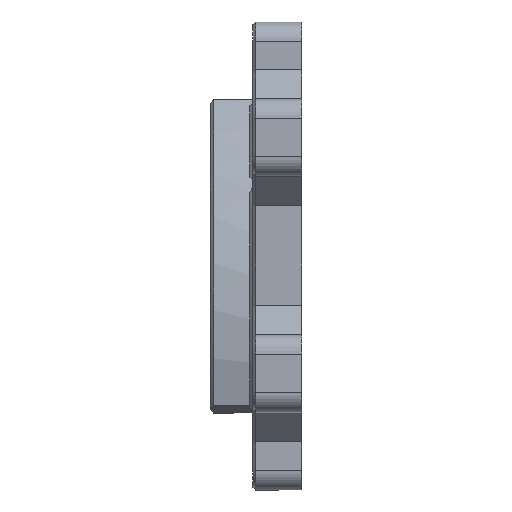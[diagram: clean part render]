
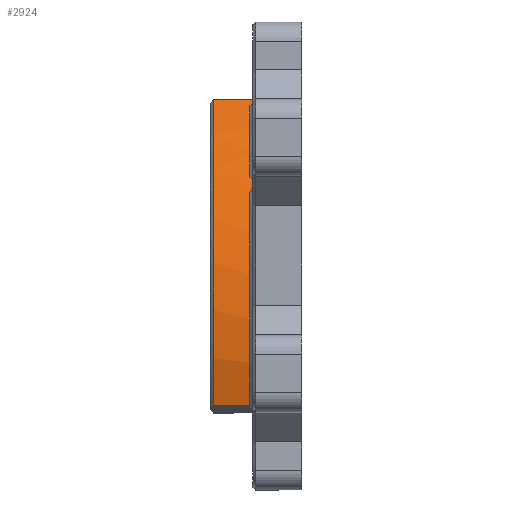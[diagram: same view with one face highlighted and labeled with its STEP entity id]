
A CAD part, top view. The second image highlights one B-rep face of the part: STEP entity #2924.
In plain terms, the highlighted cylindrical face has radius 29.946 mm (diameter 59.893 mm), a partial arc.
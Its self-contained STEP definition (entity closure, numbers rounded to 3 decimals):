
#36=ELLIPSE('',#3110,42.351,29.946);
#190=B_SPLINE_CURVE_WITH_KNOTS('',3,(#4376,#4377,#4378,#4379,#4380,#4381,
#4382),.UNSPECIFIED.,.F.,.F.,(4,3,4),(0.043,0.077,
0.087),.UNSPECIFIED.);
#191=B_SPLINE_CURVE_WITH_KNOTS('',3,(#4391,#4392,#4393,#4394),
 .UNSPECIFIED.,.F.,.F.,(4,4),(0.063,0.108),
 .UNSPECIFIED.);
#192=B_SPLINE_CURVE_WITH_KNOTS('',3,(#4395,#4396,#4397,#4398,#4399,#4400,
#4401),.UNSPECIFIED.,.F.,.F.,(4,3,4),(0.,0.022,0.045),
 .UNSPECIFIED.);
#193=B_SPLINE_CURVE_WITH_KNOTS('',3,(#4406,#4407,#4408,#4409,#4410,#4411,
#4412,#4413,#4414,#4415),.UNSPECIFIED.,.F.,.F.,(4,3,3,4),(0.,0.022,
0.027,0.044),.UNSPECIFIED.);
#309=FACE_OUTER_BOUND('',#475,.T.);
#475=EDGE_LOOP('',(#2136,#2137,#2138,#2139,#2140,#2141,#2142,#2143,#2144,
#2145,#2146,#2147,#2148));
#629=LINE('',#4044,#916);
#637=LINE('',#4136,#924);
#697=LINE('',#4387,#984);
#698=LINE('',#4405,#985);
#916=VECTOR('',#3286,29.946);
#924=VECTOR('',#3300,10.);
#984=VECTOR('',#3434,10.);
#985=VECTOR('',#3439,29.946);
#1208=CIRCLE('',#3107,29.946);
#1210=CIRCLE('',#3111,29.946);
#1211=CIRCLE('',#3112,29.946);
#1212=CIRCLE('',#3113,29.946);
#1272=VERTEX_POINT('',#4042);
#1273=VERTEX_POINT('',#4043);
#1288=VERTEX_POINT('',#4133);
#1289=VERTEX_POINT('',#4135);
#1340=VERTEX_POINT('',#4358);
#1341=VERTEX_POINT('',#4362);
#1343=VERTEX_POINT('',#4375);
#1344=VERTEX_POINT('',#4384);
#1345=VERTEX_POINT('',#4386);
#1346=VERTEX_POINT('',#4388);
#1347=VERTEX_POINT('',#4390);
#1348=VERTEX_POINT('',#4402);
#1349=VERTEX_POINT('',#4404);
#1550=EDGE_CURVE('',#1272,#1273,#629,.T.);
#1569=EDGE_CURVE('',#1289,#1288,#637,.T.);
#1647=EDGE_CURVE('',#1340,#1341,#1208,.T.);
#1650=EDGE_CURVE('',#1343,#1341,#190,.T.);
#1651=EDGE_CURVE('',#1289,#1340,#36,.T.);
#1652=EDGE_CURVE('',#1344,#1288,#1210,.T.);
#1653=EDGE_CURVE('',#1345,#1344,#697,.T.);
#1654=EDGE_CURVE('',#1346,#1345,#1211,.T.);
#1655=EDGE_CURVE('',#1346,#1347,#191,.T.);
#1656=EDGE_CURVE('',#1273,#1347,#192,.F.);
#1657=EDGE_CURVE('',#1272,#1348,#1212,.T.);
#1658=EDGE_CURVE('',#1349,#1348,#698,.T.);
#1659=EDGE_CURVE('',#1349,#1343,#193,.T.);
#2136=ORIENTED_EDGE('',*,*,#1650,.T.);
#2137=ORIENTED_EDGE('',*,*,#1647,.F.);
#2138=ORIENTED_EDGE('',*,*,#1651,.F.);
#2139=ORIENTED_EDGE('',*,*,#1569,.T.);
#2140=ORIENTED_EDGE('',*,*,#1652,.F.);
#2141=ORIENTED_EDGE('',*,*,#1653,.F.);
#2142=ORIENTED_EDGE('',*,*,#1654,.F.);
#2143=ORIENTED_EDGE('',*,*,#1655,.T.);
#2144=ORIENTED_EDGE('',*,*,#1656,.F.);
#2145=ORIENTED_EDGE('',*,*,#1550,.F.);
#2146=ORIENTED_EDGE('',*,*,#1657,.T.);
#2147=ORIENTED_EDGE('',*,*,#1658,.F.);
#2148=ORIENTED_EDGE('',*,*,#1659,.T.);
#2874=CYLINDRICAL_SURFACE('',#3109,29.946);
#2924=ADVANCED_FACE('',(#309),#2874,.T.);
#3107=AXIS2_PLACEMENT_3D('',#4363,#3424,#3425);
#3109=AXIS2_PLACEMENT_3D('',#4374,#3428,#3429);
#3110=AXIS2_PLACEMENT_3D('',#4383,#3430,#3431);
#3111=AXIS2_PLACEMENT_3D('',#4385,#3432,#3433);
#3112=AXIS2_PLACEMENT_3D('',#4389,#3435,#3436);
#3113=AXIS2_PLACEMENT_3D('',#4403,#3437,#3438);
#3286=DIRECTION('',(-1.,0.,0.));
#3300=DIRECTION('',(-1.,0.,0.));
#3424=DIRECTION('center_axis',(1.,0.,0.));
#3425=DIRECTION('ref_axis',(0.,-0.673,0.739));
#3428=DIRECTION('center_axis',(-1.,0.,0.));
#3429=DIRECTION('ref_axis',(0.,-0.673,0.739));
#3430=DIRECTION('center_axis',(0.707,-0.707,0.));
#3431=DIRECTION('ref_axis',(-0.707,-0.707,0.));
#3432=DIRECTION('center_axis',(-1.,0.,0.));
#3433=DIRECTION('ref_axis',(0.,-0.673,0.739));
#3434=DIRECTION('',(-1.,0.,0.));
#3435=DIRECTION('center_axis',(1.,0.,0.));
#3436=DIRECTION('ref_axis',(0.,-0.673,0.739));
#3437=DIRECTION('center_axis',(-1.,0.,0.));
#3438=DIRECTION('ref_axis',(0.,-0.673,0.739));
#3439=DIRECTION('',(1.,0.,0.));
#4042=CARTESIAN_POINT('',(-3.359,105.534,59.713));
#4043=CARTESIAN_POINT('',(-8.059,105.534,59.713));
#4044=CARTESIAN_POINT('',(-8.359,105.534,59.713));
#4133=CARTESIAN_POINT('',(-12.359,114.395,52.675));
#4135=CARTESIAN_POINT('',(-8.059,114.395,52.675));
#4136=CARTESIAN_POINT('',(-8.359,114.395,52.675));
#4358=CARTESIAN_POINT('',(-8.659,113.795,53.353));
#4362=CARTESIAN_POINT('',(-8.659,106.454,59.212));
#4363=CARTESIAN_POINT('Origin',(-8.659,91.674,33.167));
#4374=CARTESIAN_POINT('Origin',(-8.359,91.674,33.167));
#4375=CARTESIAN_POINT('',(-8.359,106.176,59.368));
#4376=CARTESIAN_POINT('Ctrl Pts',(-8.359,106.176,59.368));
#4377=CARTESIAN_POINT('Ctrl Pts',(-8.436,106.247,59.329));
#4378=CARTESIAN_POINT('Ctrl Pts',(-8.513,106.318,59.289));
#4379=CARTESIAN_POINT('Ctrl Pts',(-8.59,106.39,59.248));
#4380=CARTESIAN_POINT('Ctrl Pts',(-8.613,106.411,59.236));
#4381=CARTESIAN_POINT('Ctrl Pts',(-8.636,106.433,59.224));
#4382=CARTESIAN_POINT('Ctrl Pts',(-8.659,106.454,59.212));
#4383=CARTESIAN_POINT('Origin',(-30.779,91.674,33.167));
#4384=CARTESIAN_POINT('',(-12.359,83.159,61.877));
#4385=CARTESIAN_POINT('Origin',(-12.359,91.674,33.167));
#4386=CARTESIAN_POINT('',(-8.659,83.159,61.877));
#4387=CARTESIAN_POINT('',(-8.359,83.159,61.877));
#4388=CARTESIAN_POINT('',(-8.659,104.939,60.016));
#4389=CARTESIAN_POINT('Origin',(-8.659,91.674,33.167));
#4390=CARTESIAN_POINT('',(-8.359,105.238,59.866));
#4391=CARTESIAN_POINT('Ctrl Pts',(-8.659,104.939,60.016));
#4392=CARTESIAN_POINT('Ctrl Pts',(-8.559,105.039,59.966));
#4393=CARTESIAN_POINT('Ctrl Pts',(-8.459,105.139,59.916));
#4394=CARTESIAN_POINT('Ctrl Pts',(-8.359,105.238,59.866));
#4395=CARTESIAN_POINT('Ctrl Pts',(-8.359,105.238,59.866));
#4396=CARTESIAN_POINT('Ctrl Pts',(-8.309,105.288,59.84));
#4397=CARTESIAN_POINT('Ctrl Pts',(-8.259,105.337,59.815));
#4398=CARTESIAN_POINT('Ctrl Pts',(-8.209,105.386,59.79));
#4399=CARTESIAN_POINT('Ctrl Pts',(-8.159,105.436,59.764));
#4400=CARTESIAN_POINT('Ctrl Pts',(-8.109,105.485,59.739));
#4401=CARTESIAN_POINT('Ctrl Pts',(-8.059,105.534,59.713));
#4402=CARTESIAN_POINT('',(-3.359,105.899,59.519));
#4403=CARTESIAN_POINT('Origin',(-3.359,91.674,33.167));
#4404=CARTESIAN_POINT('',(-8.059,105.899,59.519));
#4405=CARTESIAN_POINT('',(-8.359,105.899,59.519));
#4406=CARTESIAN_POINT('Ctrl Pts',(-8.059,105.899,59.519));
#4407=CARTESIAN_POINT('Ctrl Pts',(-8.109,105.946,59.494));
#4408=CARTESIAN_POINT('Ctrl Pts',(-8.159,105.992,59.469));
#4409=CARTESIAN_POINT('Ctrl Pts',(-8.209,106.038,59.444));
#4410=CARTESIAN_POINT('Ctrl Pts',(-8.221,106.049,59.438));
#4411=CARTESIAN_POINT('Ctrl Pts',(-8.233,106.06,59.432));
#4412=CARTESIAN_POINT('Ctrl Pts',(-8.245,106.071,59.426));
#4413=CARTESIAN_POINT('Ctrl Pts',(-8.283,106.106,59.407));
#4414=CARTESIAN_POINT('Ctrl Pts',(-8.321,106.141,59.387));
#4415=CARTESIAN_POINT('Ctrl Pts',(-8.359,106.176,59.368));
